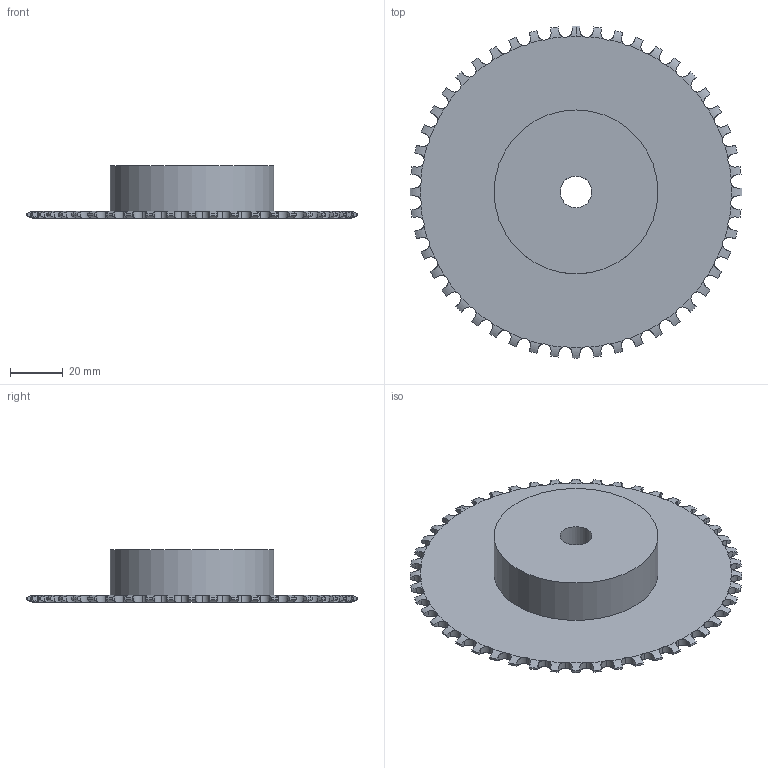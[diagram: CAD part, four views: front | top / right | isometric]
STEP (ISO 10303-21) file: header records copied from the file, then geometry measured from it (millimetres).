
FILE_DESCRIPTION(('FreeCAD Model'),'2;1');
FILE_NAME('Open CASCADE Shape Model','2021-03-07T16:50:49',( 'Simone Bignetti'),(''),'Open CASCADE STEP processor 7.4','FreeCAD', 'Unknown');
FILE_SCHEMA(('AUTOMOTIVE_DESIGN { 1 0 10303 214 1 1 1 1 }'));
Products named in the file (1): Hole
Bounding box: 125.6 x 125.6 x 20 mm (x, y, z)
Volume: 81553.6 mm3; surface area: 28312.7 mm2
Topology: 1 solids, 1 shells, 440 faces, 1309 edges, 873 vertices
Faces by surface type: cylinder 242, plane 100, revolution 98
Full cylindrical faces by diameter (mm): 12 x1, 62 x1
Entity records: 45288 total; most frequent: CARTESIAN_POINT 21293, DIRECTION 3907, ORIENTED_EDGE 2618, PCURVE 2618, DEFINITIONAL_REPRESENTATION 2618, LINE 1988, VECTOR 1988, EDGE_CURVE 1309
